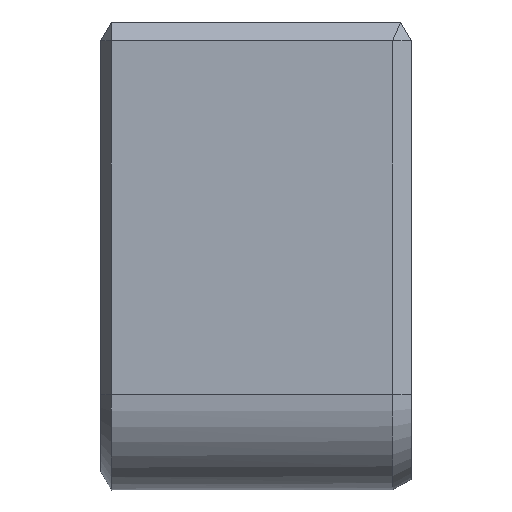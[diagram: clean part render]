
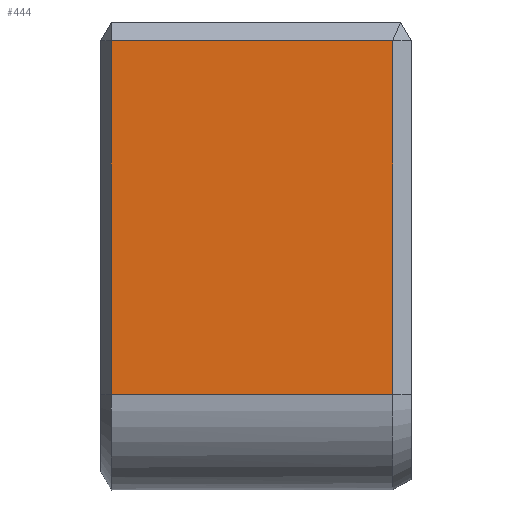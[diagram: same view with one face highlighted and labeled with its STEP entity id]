
A CAD part, front view. The second image highlights one B-rep face of the part: STEP entity #444.
In plain terms, the highlighted planar face has unit normal (0, -1, 0).
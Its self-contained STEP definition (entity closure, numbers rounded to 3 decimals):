
#18 = DIRECTION ( 'NONE',  ( -1., 0., 0. ) ) ;
#94 = EDGE_CURVE ( 'NONE', #734, #1161, #1074, .T. ) ;
#101 = EDGE_LOOP ( 'NONE', ( #720, #342, #1295, #1231 ) ) ;
#125 = CARTESIAN_POINT ( 'NONE',  ( 2.103, -58.7, 46.4 ) ) ;
#158 = CARTESIAN_POINT ( 'NONE',  ( -43.223, -58.7, 46.4 ) ) ;
#234 = AXIS2_PLACEMENT_3D ( 'NONE', #125, #346, #18 ) ;
#273 = DIRECTION ( 'NONE',  ( 0., 0., 1. ) ) ;
#342 = ORIENTED_EDGE ( 'NONE', *, *, #668, .T. ) ;
#346 = DIRECTION ( 'NONE',  ( 0., 1., 0. ) ) ;
#358 = CARTESIAN_POINT ( 'NONE',  ( -28.2, -58.7, 66.3 ) ) ;
#408 = VECTOR ( 'NONE', #273, 1000. ) ;
#425 = CARTESIAN_POINT ( 'NONE',  ( -28.2, -58.7, 46.4 ) ) ;
#443 = LINE ( 'NONE', #1277, #592 ) ;
#444 = ADVANCED_FACE ( 'NONE', ( #859 ), #1088, .F. ) ;
#469 = EDGE_CURVE ( 'NONE', #908, #734, #443, .T. ) ;
#576 = VECTOR ( 'NONE', #696, 1000. ) ;
#592 = VECTOR ( 'NONE', #1285, 1000. ) ;
#668 = EDGE_CURVE ( 'NONE', #876, #908, #1016, .T. ) ;
#696 = DIRECTION ( 'NONE',  ( -1., 0., 0. ) ) ;
#720 = ORIENTED_EDGE ( 'NONE', *, *, #1064, .F. ) ;
#734 = VERTEX_POINT ( 'NONE', #1221 ) ;
#773 = DIRECTION ( 'NONE',  ( 0., 0., -1. ) ) ;
#785 = CARTESIAN_POINT ( 'NONE',  ( -43.223, -58.7, 46.4 ) ) ;
#808 = VECTOR ( 'NONE', #773, 1000. ) ;
#859 = FACE_OUTER_BOUND ( 'NONE', #101, .T. ) ;
#876 = VERTEX_POINT ( 'NONE', #425 ) ;
#908 = VERTEX_POINT ( 'NONE', #1096 ) ;
#967 = LINE ( 'NONE', #972, #576 ) ;
#972 = CARTESIAN_POINT ( 'NONE',  ( 2.103, -58.7, 46.4 ) ) ;
#1016 = LINE ( 'NONE', #358, #408 ) ;
#1064 = EDGE_CURVE ( 'NONE', #876, #1161, #967, .T. ) ;
#1074 = LINE ( 'NONE', #158, #808 ) ;
#1088 = PLANE ( 'NONE',  #234 ) ;
#1096 = CARTESIAN_POINT ( 'NONE',  ( -28.2, -58.7, 65.3 ) ) ;
#1161 = VERTEX_POINT ( 'NONE', #785 ) ;
#1221 = CARTESIAN_POINT ( 'NONE',  ( -43.223, -58.7, 65.3 ) ) ;
#1231 = ORIENTED_EDGE ( 'NONE', *, *, #94, .T. ) ;
#1277 = CARTESIAN_POINT ( 'NONE',  ( 2.103, -58.7, 65.3 ) ) ;
#1285 = DIRECTION ( 'NONE',  ( -1., 0., 0. ) ) ;
#1295 = ORIENTED_EDGE ( 'NONE', *, *, #469, .T. ) ;
